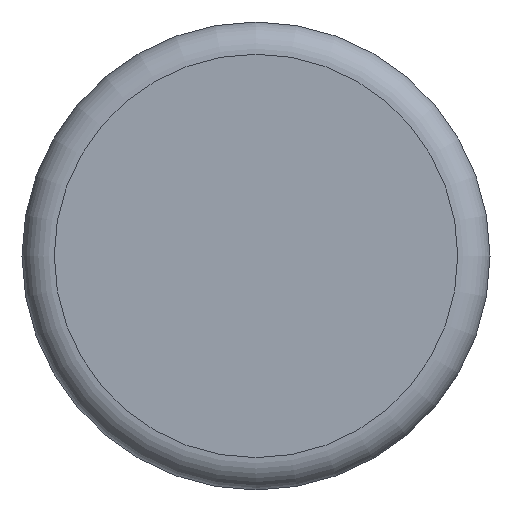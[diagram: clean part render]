
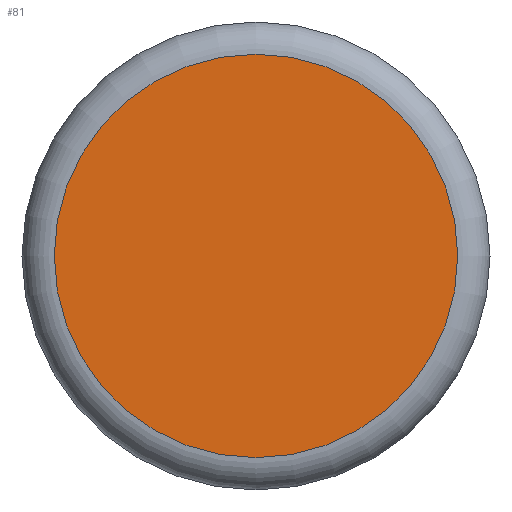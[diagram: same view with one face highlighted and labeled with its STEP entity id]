
A CAD part, top view. The second image highlights one B-rep face of the part: STEP entity #81.
In plain terms, the highlighted planar face has unit normal (0, 0, 1).
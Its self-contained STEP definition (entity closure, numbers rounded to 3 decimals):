
#81 = ADVANCED_FACE( '', ( #196 ), #197, .F. );
#196 = FACE_OUTER_BOUND( '', #371, .T. );
#197 = PLANE( '', #372 );
#371 = EDGE_LOOP( '', ( #536 ) );
#372 = AXIS2_PLACEMENT_3D( '', #537, #538, #539 );
#536 = ORIENTED_EDGE( '', *, *, #865, .T. );
#537 = CARTESIAN_POINT( '', ( 14.5, 0., 57.5 ) );
#538 = DIRECTION( '', ( 0., 0., -1. ) );
#539 = DIRECTION( '', ( -1., 0., 0. ) );
#865 = EDGE_CURVE( '', #987, #987, #988, .F. );
#987 = VERTEX_POINT( '', #1161 );
#988 = CIRCLE( '', #1162, 12.496 );
#1161 = CARTESIAN_POINT( '', ( -12.496, 0., 57.5 ) );
#1162 = AXIS2_PLACEMENT_3D( '', #1403, #1404, #1405 );
#1403 = CARTESIAN_POINT( '', ( 0., 0., 57.5 ) );
#1404 = DIRECTION( '', ( 0., 0., -1. ) );
#1405 = DIRECTION( '', ( -1., 0., 0. ) );
